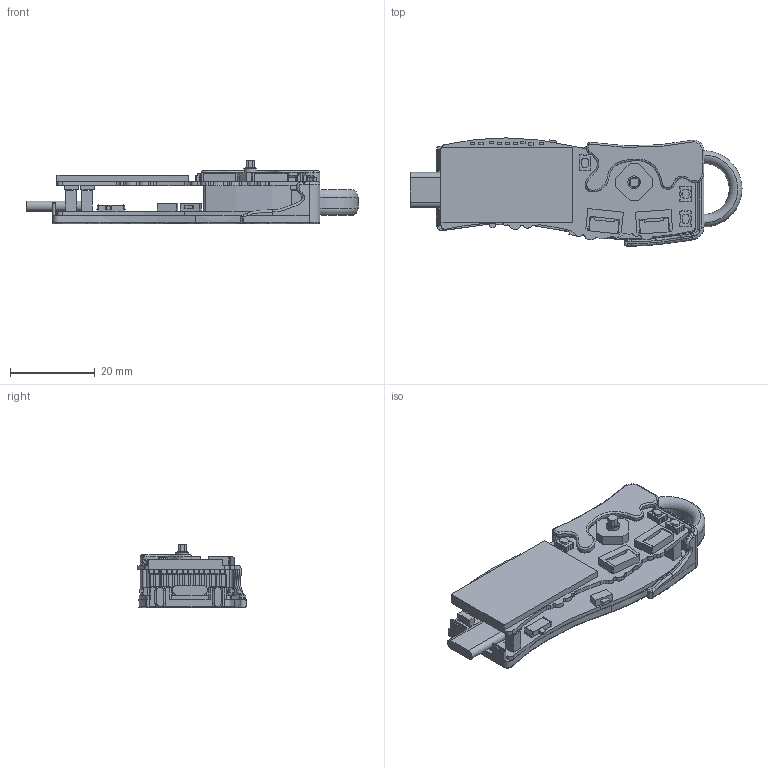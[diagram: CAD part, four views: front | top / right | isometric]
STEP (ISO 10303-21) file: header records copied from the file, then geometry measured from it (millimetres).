
FILE_DESCRIPTION(/* description */ (''),/* implementation_level */ '2;1');
FILE_NAME(/* name */ 'Tidal Case Lite v6.step',/* time_stamp */ '2022-06-09T15:46:03+01:00',/* author */ (''),/* organization */ (''),/* preprocessor_version */ 'ST-DEVELOPER v19',/* originating_system */ 'Autodesk Translation Framework v11.7.0.108',/* authorisation */ '');
FILE_SCHEMA (('AUTOMOTIVE_DESIGN { 1 0 10303 214 3 1 1 }'));
Length unit declared in the file: millimetre
Products named in the file (1): Tidal Case
Bounding box: 78.31 x 25.52 x 15.05 mm (x, y, z)
Volume: 8050.3 mm3; surface area: 11765.8 mm2
Topology: 3 solids, 3 shells, 1068 faces, 2761 edges, 1819 vertices
Faces by surface type: plane 791, cylinder 206, bspline 52, torus 19
Full cylindrical faces by diameter (mm): 0.2 x34, 0.9 x2, 2.4 x1, 3 x1
Entity records: 37219 total; most frequent: CARTESIAN_POINT 10932, ORIENTED_EDGE 5510, DIRECTION 5161, EDGE_CURVE 2755, LINE 2185, VECTOR 2185, VERTEX_POINT 1818, AXIS2_PLACEMENT_3D 1488
